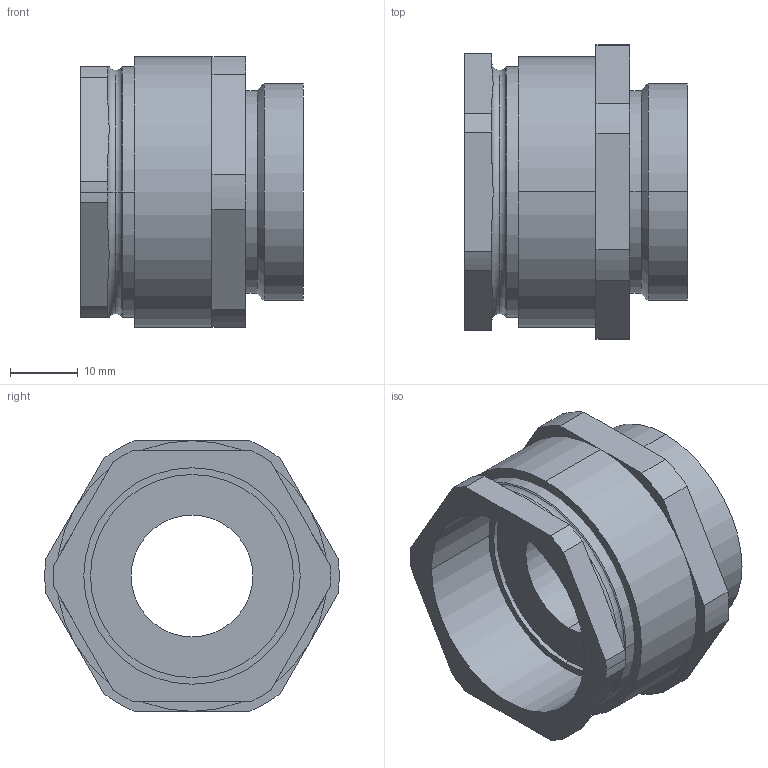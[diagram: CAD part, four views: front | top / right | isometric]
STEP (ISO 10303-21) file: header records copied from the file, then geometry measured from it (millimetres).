
FILE_DESCRIPTION (( 'STEP AP214' ), '1' );
FILE_NAME ('2083724.stp', '2018-08-21T07:23:59', ( '' ), ( '' ), 'SwSTEP 2.0', 'SolidWorks 2016', '' );
FILE_SCHEMA (( 'AUTOMOTIVE_DESIGN' ));
Length unit declared in the file: millimetre
Products named in the file (5): 0067190_Pg29; Druckring_Pg29; 0067153_Pg29; 081049_M32x1,5; 2083724
Assembly tree (5 placements, depth 2):
  2083724
    081049_M32x1,5
    0067153_Pg29
    Druckring_Pg29  x2
    0067190_Pg29
Bounding box: 32.9 x 43.47 x 40 mm (x, y, z)
Volume: 17373.3 mm3; surface area: 14827.9 mm2
Topology: 5 solids, 5 shells, 86 faces, 201 edges, 128 vertices
Faces by surface type: cylinder 41, plane 37, cone 4, torus 4
Entity records: 2591 total; most frequent: CARTESIAN_POINT 455, DIRECTION 453, ORIENTED_EDGE 378, EDGE_CURVE 189, AXIS2_PLACEMENT_3D 182, VERTEX_POINT 120, CIRCLE 94, EDGE_LOOP 91
